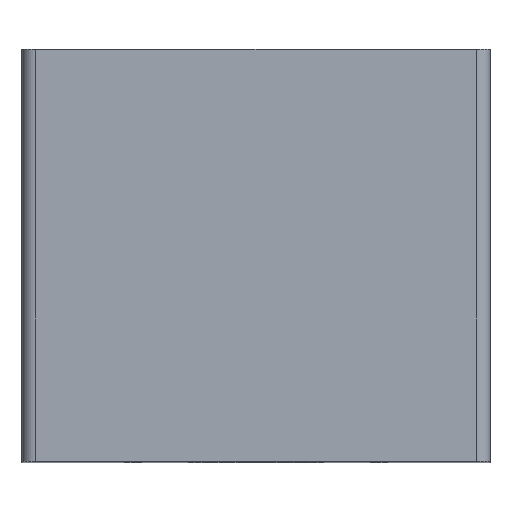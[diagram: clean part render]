
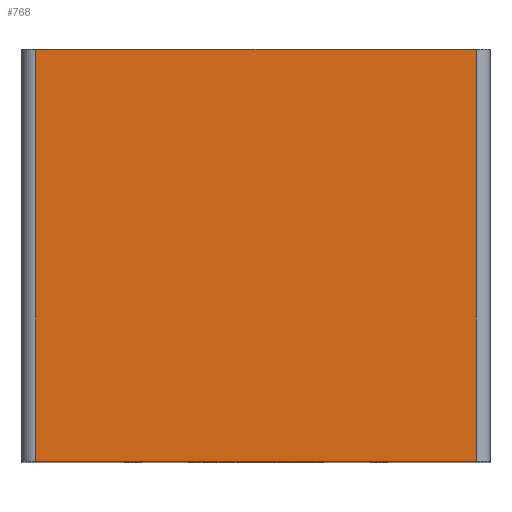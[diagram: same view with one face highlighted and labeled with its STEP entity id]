
A CAD part, top view. The second image highlights one B-rep face of the part: STEP entity #768.
In plain terms, the highlighted planar face has unit normal (0, 0, 1).
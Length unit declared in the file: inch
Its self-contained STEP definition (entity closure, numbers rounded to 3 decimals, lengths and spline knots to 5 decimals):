
#69=LINE($,#1258,#141);
#71=LINE($,#1264,#143);
#72=LINE($,#1266,#144);
#73=LINE($,#1267,#145);
#141=VECTOR($,#1034,0.61);
#143=VECTOR($,#1040,0.653);
#144=VECTOR($,#1041,0.61);
#145=VECTOR($,#1042,0.653);
#224=FACE_OUTER_BOUND($,#272,.T.);
#272=EDGE_LOOP($,(#633,#634,#635,#636));
#378=VERTEX_POINT($,#1255);
#379=VERTEX_POINT($,#1257);
#381=VERTEX_POINT($,#1263);
#382=VERTEX_POINT($,#1265);
#474=EDGE_CURVE($,#379,#378,#69,.T.);
#477=EDGE_CURVE($,#378,#381,#71,.T.);
#478=EDGE_CURVE($,#382,#381,#72,.T.);
#479=EDGE_CURVE($,#379,#382,#73,.T.);
#633=ORIENTED_EDGE($,*,*,#477,.T.);
#634=ORIENTED_EDGE($,*,*,#478,.F.);
#635=ORIENTED_EDGE($,*,*,#479,.F.);
#636=ORIENTED_EDGE($,*,*,#474,.T.);
#727=PLANE($,#841);
#768=ADVANCED_FACE($,(#224),#727,.T.);
#841=AXIS2_PLACEMENT_3D($,#1262,#1038,#1039);
#1034=DIRECTION($,(0.,-1.,0.));
#1038=DIRECTION('center_axis',(0.,0.,1.));
#1039=DIRECTION('ref_axis',(1.,0.,0.));
#1040=DIRECTION($,(1.,0.,0.));
#1041=DIRECTION($,(0.,-1.,0.));
#1042=DIRECTION($,(1.,0.,0.));
#1255=CARTESIAN_POINT('',(-0.3265,-0.61,0.547));
#1257=CARTESIAN_POINT('',(-0.3265,0.,0.547));
#1258=CARTESIAN_POINT($,(-0.3265,0.,0.547));
#1262=CARTESIAN_POINT('Origin',(-0.3265,0.,0.547));
#1263=CARTESIAN_POINT('',(0.3265,-0.61,0.547));
#1264=CARTESIAN_POINT($,(-0.3265,-0.61,0.547));
#1265=CARTESIAN_POINT('',(0.3265,0.,0.547));
#1266=CARTESIAN_POINT($,(0.3265,0.,0.547));
#1267=CARTESIAN_POINT($,(-0.3265,0.,0.547));
